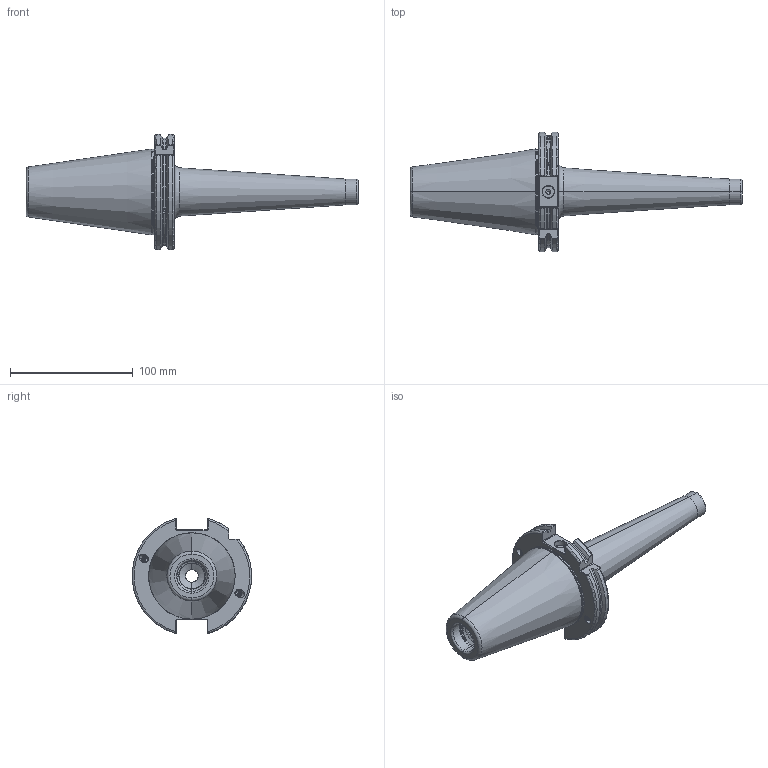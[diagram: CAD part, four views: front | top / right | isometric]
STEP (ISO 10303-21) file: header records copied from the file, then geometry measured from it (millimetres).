
FILE_DESCRIPTION (( 'STEP AP203' ), '1' );
FILE_NAME ('503.06.12.5.STEP', '2016-07-25T03:36:55', ( '' ), ( '' ), 'SwSTEP 2.0', 'SolidWorks 2012', '' );
FILE_SCHEMA (( 'CONFIG_CONTROL_DESIGN' ));
Length unit declared in the file: millimetre
Products named in the file (1): 503.06.12.5
Bounding box: 270.75 x 97.33 x 93.81 mm (x, y, z)
Volume: 390379.3 mm3; surface area: 68275.8 mm2
Topology: 1 solids, 1 shells, 288 faces, 766 edges, 471 vertices
Faces by surface type: cylinder 128, plane 60, torus 38, cone 34, bspline 28
Entity records: 20923 total; most frequent: CARTESIAN_POINT 14534, ORIENTED_EDGE 1504, DIRECTION 1105, EDGE_CURVE 752, VERTEX_POINT 471, AXIS2_PLACEMENT_3D 432, EDGE_LOOP 303, FACE_OUTER_BOUND 288
